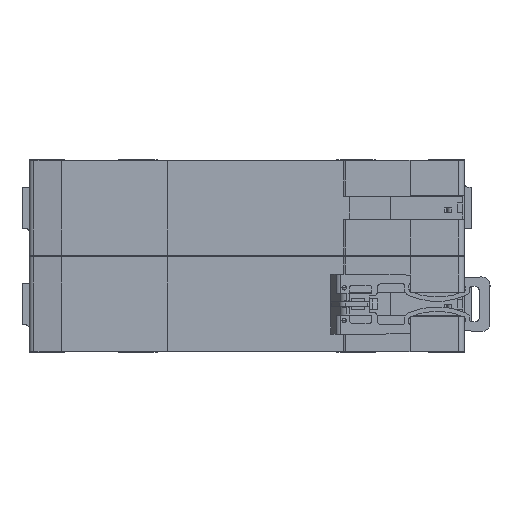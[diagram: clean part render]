
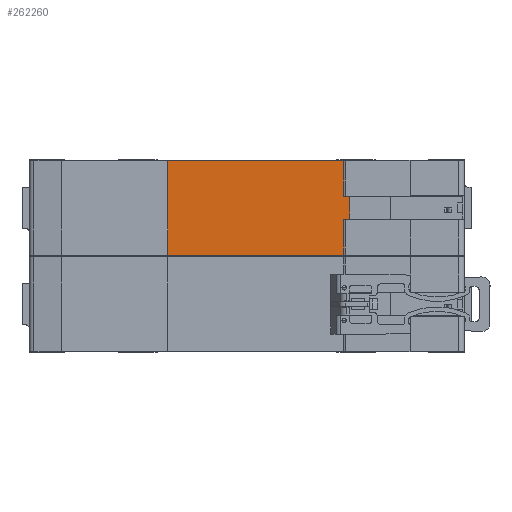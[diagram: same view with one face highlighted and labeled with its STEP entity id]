
A CAD part, front view. The second image highlights one B-rep face of the part: STEP entity #262260.
In plain terms, the highlighted planar face has unit normal (0, -1, 0).
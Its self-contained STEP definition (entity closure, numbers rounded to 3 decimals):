
#34940=CARTESIAN_POINT('',(22.5,5.5,-8.7));
#34950=VERTEX_POINT('',#34940);
#34980=CARTESIAN_POINT('',(30.148,5.5,-8.7));
#34990=DIRECTION('',(1.,0.,0.));
#35000=VECTOR('',#34990,1.);
#35010=LINE('',#34980,#35000);
#35020=CARTESIAN_POINT('',(57.8,5.5,-8.7));
#35030=VERTEX_POINT('',#35020);
#35040=EDGE_CURVE('',#34950,#35030,#35010,.T.);
#70240=CARTESIAN_POINT('',(57.8,5.5,-8.7));
#70250=DIRECTION('',(0.,0.,-1.));
#70260=VECTOR('',#70250,1.);
#70270=LINE('',#70240,#70260);
#70280=CARTESIAN_POINT('',(57.8,5.5,-2.1));
#70290=VERTEX_POINT('',#70280);
#70300=EDGE_CURVE('',#70290,#35030,#70270,.T.);
#71930=CARTESIAN_POINT('',(58.9,5.5,-2.1));
#71940=VERTEX_POINT('',#71930);
#72210=CARTESIAN_POINT('',(30.148,5.5,-2.1));
#72220=DIRECTION('',(-1.,0.,0.));
#72230=VECTOR('',#72220,1.);
#72240=LINE('',#72210,#72230);
#72250=EDGE_CURVE('',#71940,#70290,#72240,.T.);
#133190=CARTESIAN_POINT('',(57.8,5.5,
8.7));
#133200=VERTEX_POINT('',#133190);
#133230=CARTESIAN_POINT('',(30.148,5.5,
8.7));
#133240=DIRECTION('',(-1.,0.,0.));
#133250=VECTOR('',#133240,1.);
#133260=LINE('',#133230,#133250);
#133270=CARTESIAN_POINT('',(22.5,5.5,8.7));
#133280=VERTEX_POINT('',#133270);
#133290=EDGE_CURVE('',#133200,#133280,#133260,.T.);
#182780=CARTESIAN_POINT('',(58.9,5.5,-8.7));
#182790=DIRECTION('',(0.,0.,-1.));
#182800=VECTOR('',#182790,1.);
#182810=LINE('',#182780,#182800);
#182820=CARTESIAN_POINT('',(58.9,5.5,2.1));
#182830=VERTEX_POINT('',#182820);
#182840=EDGE_CURVE('',#182830,#71940,#182810,.T.);
#196720=CARTESIAN_POINT('',(22.5,5.5,-57.2));
#196730=DIRECTION('',(0.,0.,-1.));
#196740=VECTOR('',#196730,1.);
#196750=LINE('',#196720,#196740);
#196760=EDGE_CURVE('',#133280,#34950,#196750,.T.);
#261620=CARTESIAN_POINT('',(30.148,5.5,
2.1));
#261630=DIRECTION('',(1.,0.,0.));
#261640=VECTOR('',#261630,1.);
#261650=LINE('',#261620,#261640);
#261660=CARTESIAN_POINT('',(57.8,5.5,
2.1));
#261670=VERTEX_POINT('',#261660);
#261680=EDGE_CURVE('',#261670,#182830,#261650,.T.);
#262060=CARTESIAN_POINT('',(40.768,5.5,
8.7));
#262070=DIRECTION('',(-0.,-1.,-0.));
#262080=DIRECTION('',(-1.,0.,0.));
#262090=AXIS2_PLACEMENT_3D('',#262060,#262070,#262080);
#262100=PLANE('',#262090);
#262110=ORIENTED_EDGE('',*,*,#72250,.F.);
#262120=ORIENTED_EDGE('',*,*,#70300,.F.);
#262130=ORIENTED_EDGE('',*,*,#35040,.T.);
#262140=ORIENTED_EDGE('',*,*,#196760,.T.);
#262150=ORIENTED_EDGE('',*,*,#133290,.T.);
#262160=CARTESIAN_POINT('',(57.8,5.5,
-57.2));
#262170=DIRECTION('',(0.,0.,-1.));
#262180=VECTOR('',#262170,1.);
#262190=LINE('',#262160,#262180);
#262200=EDGE_CURVE('',#133200,#261670,#262190,.T.);
#262210=ORIENTED_EDGE('',*,*,#262200,.F.);
#262220=ORIENTED_EDGE('',*,*,#261680,.F.);
#262230=ORIENTED_EDGE('',*,*,#182840,.F.);
#262240=EDGE_LOOP('',(#262230,#262220,#262210,#262150,#262140,#262130,
#262120,#262110));
#262250=FACE_OUTER_BOUND('',#262240,.T.);
#262260=ADVANCED_FACE('',(#262250),#262100,.T.);
